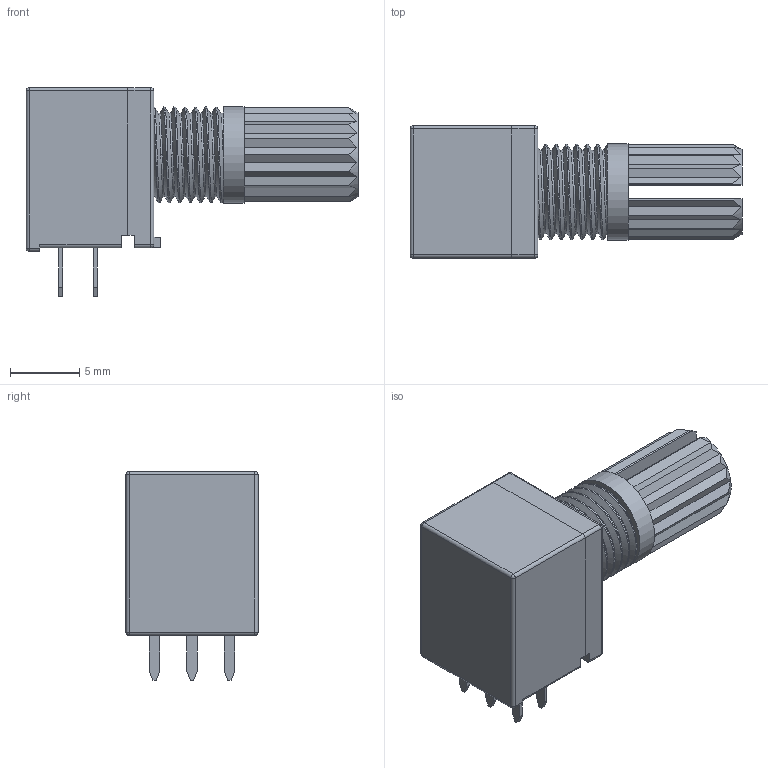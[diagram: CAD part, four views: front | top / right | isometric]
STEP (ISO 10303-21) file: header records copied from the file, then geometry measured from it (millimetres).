
FILE_DESCRIPTION(/* description */ (''),/* implementation_level */ '2;1');
FILE_NAME(/* name */ '10K_DUPLEX_POT.step',/* time_stamp */ '2020-12-14T13:25:15-07:00',/* author */ (''),/* organization */ (''),/* preprocessor_version */ 'ST-DEVELOPER v18.1',/* originating_system */ 'Autodesk Translation Framework v9.7.0.1280',/* authorisation */ '');
FILE_SCHEMA (('AUTOMOTIVE_DESIGN { 1 0 10303 214 3 1 1 }'));
Length unit declared in the file: millimetre
Products named in the file (1): 10K_DUPLEX_POT
Bounding box: 23.94 x 9.54 x 15.05 mm (x, y, z)
Volume: 1456.1 mm3; surface area: 1363.1 mm2
Topology: 8 solids, 8 shells, 160 faces, 418 edges, 278 vertices
Faces by surface type: plane 112, cylinder 36, sphere 8, bspline 2, cone 2
Full cylindrical faces by diameter (mm): 6.048 x2, 6.908 x3, 6.95 x1
Entity records: 5901 total; most frequent: CARTESIAN_POINT 2112, ORIENTED_EDGE 836, DIRECTION 686, EDGE_CURVE 418, VERTEX_POINT 278, LINE 274, VECTOR 274, AXIS2_PLACEMENT_3D 206
